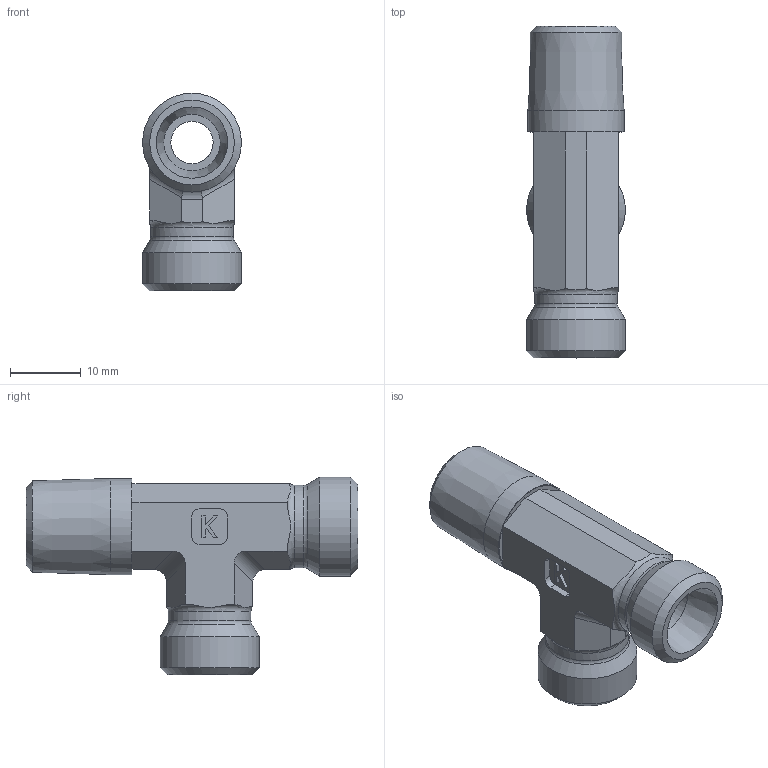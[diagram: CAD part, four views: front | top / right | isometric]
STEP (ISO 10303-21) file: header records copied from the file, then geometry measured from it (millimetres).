
FILE_DESCRIPTION((''),'2;1');
FILE_NAME('2512082814.stp','2014-10-08T11:51:41',(''),('KNOMI spol. s r. o.'),'Autodesk Inventor 2012','Autodesk Inventor 2012','');
FILE_SCHEMA(('AUTOMOTIVE_DESIGN { 1 2 10303 214 0 1 1 1 }'));
Length unit declared in the file: millimetre
Products named in the file (1): TBCR2 8LR R1/4/M14
Bounding box: 14 x 47 x 28 mm (x, y, z)
Volume: 5870.4 mm3; surface area: 4101 mm2
Topology: 1 solids, 1 shells, 92 faces, 251 edges, 164 vertices
Faces by surface type: plane 56, cylinder 19, cone 9, torus 8
Full cylindrical faces by diameter (mm): 6 x2, 8 x2, 11.7 x2, 13.626 x1, 14 x2
Entity records: 2832 total; most frequent: CARTESIAN_POINT 603, DIRECTION 452, ORIENTED_EDGE 438, EDGE_CURVE 219, AXIS2_PLACEMENT_3D 164, VERTEX_POINT 155, VECTOR 124, LINE 124
